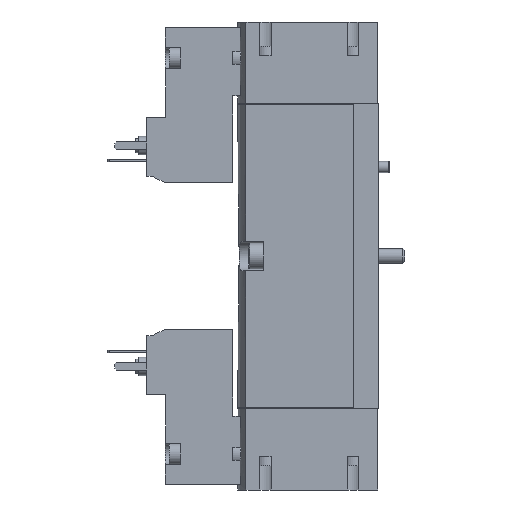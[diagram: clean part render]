
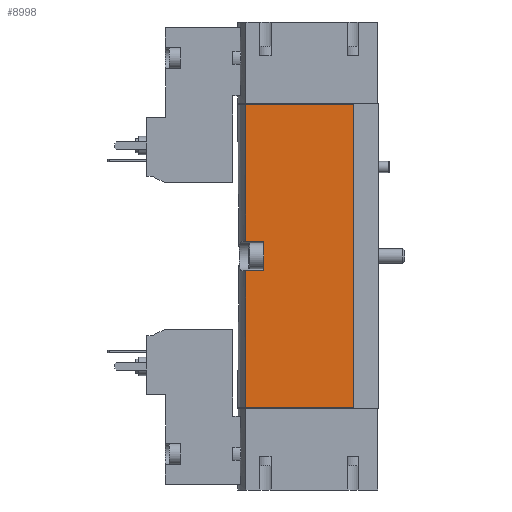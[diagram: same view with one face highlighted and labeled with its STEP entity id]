
A CAD part, left-side view. The second image highlights one B-rep face of the part: STEP entity #8998.
In plain terms, the highlighted planar face has unit normal (-1, 0, 0).
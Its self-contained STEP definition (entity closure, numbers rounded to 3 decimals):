
#305=LINE('',#12523,#919);
#306=LINE('',#12537,#920);
#308=LINE('',#12555,#922);
#309=LINE('',#12557,#923);
#310=LINE('',#12559,#924);
#311=LINE('',#12560,#925);
#312=LINE('',#12562,#926);
#313=LINE('',#12564,#927);
#314=LINE('',#12566,#928);
#919=VECTOR('',#10438,1000.);
#920=VECTOR('',#10443,1000.);
#922=VECTOR('',#10453,1000.);
#923=VECTOR('',#10454,1000.);
#924=VECTOR('',#10455,1000.);
#925=VECTOR('',#10456,1000.);
#926=VECTOR('',#10457,1000.);
#927=VECTOR('',#10458,1000.);
#928=VECTOR('',#10459,1000.);
#1680=ORIENTED_EDGE('',*,*,#3531,.T.);
#1681=ORIENTED_EDGE('',*,*,#3541,.T.);
#1682=ORIENTED_EDGE('',*,*,#3542,.F.);
#1683=ORIENTED_EDGE('',*,*,#3543,.F.);
#1684=ORIENTED_EDGE('',*,*,#3535,.T.);
#1685=ORIENTED_EDGE('',*,*,#3544,.F.);
#1686=ORIENTED_EDGE('',*,*,#3545,.F.);
#1687=ORIENTED_EDGE('',*,*,#3546,.F.);
#1688=ORIENTED_EDGE('',*,*,#3547,.F.);
#3531=EDGE_CURVE('',#4456,#4455,#305,.T.);
#3535=EDGE_CURVE('',#4460,#4459,#306,.T.);
#3541=EDGE_CURVE('',#4455,#4465,#308,.T.);
#3542=EDGE_CURVE('',#4466,#4465,#309,.T.);
#3543=EDGE_CURVE('',#4460,#4466,#310,.T.);
#3544=EDGE_CURVE('',#4467,#4459,#311,.T.);
#3545=EDGE_CURVE('',#4468,#4467,#312,.T.);
#3546=EDGE_CURVE('',#4469,#4468,#313,.T.);
#3547=EDGE_CURVE('',#4456,#4469,#314,.T.);
#4455=VERTEX_POINT('',#12522);
#4456=VERTEX_POINT('',#12524);
#4459=VERTEX_POINT('',#12536);
#4460=VERTEX_POINT('',#12538);
#4465=VERTEX_POINT('',#12556);
#4466=VERTEX_POINT('',#12558);
#4467=VERTEX_POINT('',#12561);
#4468=VERTEX_POINT('',#12563);
#4469=VERTEX_POINT('',#12565);
#5219=EDGE_LOOP('',(#1680,#1681,#1682,#1683,#1684,#1685,#1686,#1687,#1688));
#5679=FACE_BOUND('',#5219,.T.);
#6117=PLANE('',#9507);
#8998=ADVANCED_FACE('',(#5679),#6117,.F.);
#9507=AXIS2_PLACEMENT_3D('',#12554,#10451,#10452);
#10438=DIRECTION('',(0.,0.,-1.));
#10443=DIRECTION('',(0.,0.,-1.));
#10451=DIRECTION('',(1.,0.,0.));
#10452=DIRECTION('',(0.,0.,-1.));
#10453=DIRECTION('',(0.,-1.,0.));
#10454=DIRECTION('',(0.,0.,-1.));
#10455=DIRECTION('',(0.,-1.,0.));
#10456=DIRECTION('',(0.,1.,0.));
#10457=DIRECTION('',(0.,0.,1.));
#10458=DIRECTION('',(0.,0.,1.));
#10459=DIRECTION('',(0.,-1.,0.));
#12522=CARTESIAN_POINT('',(-13.,35.77,-40.9));
#12523=CARTESIAN_POINT('',(-13.,35.77,41.));
#12524=CARTESIAN_POINT('',(-13.,35.77,-4.));
#12536=CARTESIAN_POINT('',(-13.,35.77,4.));
#12537=CARTESIAN_POINT('',(-13.,35.77,41.));
#12538=CARTESIAN_POINT('',(-13.,35.77,40.9));
#12554=CARTESIAN_POINT('',(-13.,35.77,41.));
#12555=CARTESIAN_POINT('',(-13.,35.77,-40.9));
#12556=CARTESIAN_POINT('',(-13.,6.85,-40.9));
#12557=CARTESIAN_POINT('',(-13.,6.85,41.));
#12558=CARTESIAN_POINT('',(-13.,6.85,40.9));
#12559=CARTESIAN_POINT('',(-13.,35.77,40.9));
#12560=CARTESIAN_POINT('',(-13.,35.77,4.));
#12561=CARTESIAN_POINT('',(-13.,31.,4.));
#12562=CARTESIAN_POINT('',(-13.,31.,41.));
#12563=CARTESIAN_POINT('',(-13.,31.,0.));
#12564=CARTESIAN_POINT('',(-13.,31.,41.));
#12565=CARTESIAN_POINT('',(-13.,31.,-4.));
#12566=CARTESIAN_POINT('',(-13.,35.77,-4.));
